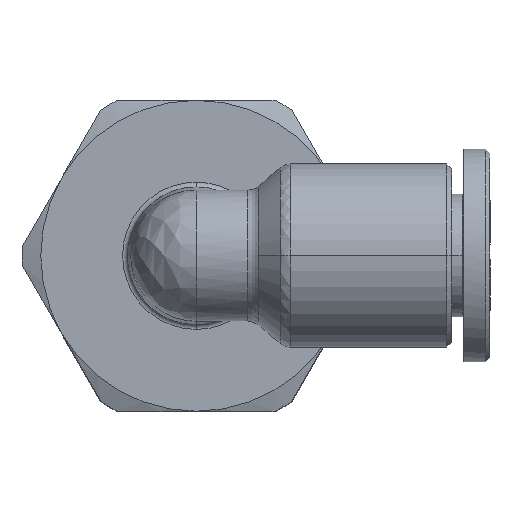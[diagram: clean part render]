
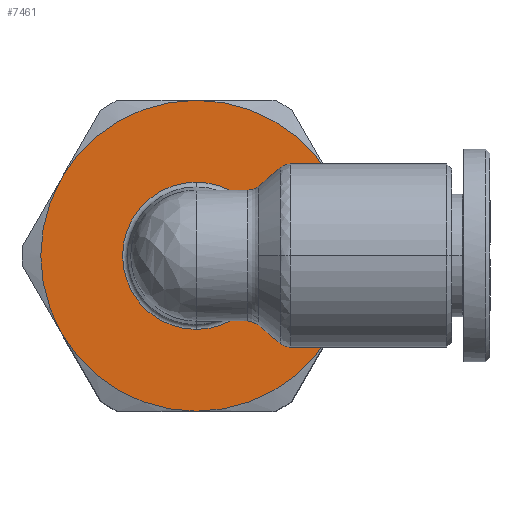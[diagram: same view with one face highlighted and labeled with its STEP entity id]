
A CAD part, top view. The second image highlights one B-rep face of the part: STEP entity #7461.
In plain terms, the highlighted planar face has unit normal (0, 0, 1).
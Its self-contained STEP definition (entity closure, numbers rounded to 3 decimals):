
#126 = DIRECTION ( 'NONE',  ( -1., 0., 0. ) ) ;
#128 = EDGE_CURVE ( 'NONE', #7447, #3248, #3163, .T. ) ;
#143 = VERTEX_POINT ( 'NONE', #7561 ) ;
#257 = CARTESIAN_POINT ( 'NONE',  ( -5.5, 0., -5.9 ) ) ;
#310 = DIRECTION ( 'NONE',  ( 0., 1., 0. ) ) ;
#341 = CARTESIAN_POINT ( 'NONE',  ( -5.5, 4.501, -5.9 ) ) ;
#604 = DIRECTION ( 'NONE',  ( 0., 0., -1. ) ) ;
#777 = CARTESIAN_POINT ( 'NONE',  ( -5.5, 0., -5.9 ) ) ;
#934 = ORIENTED_EDGE ( 'NONE', *, *, #4453, .F. ) ;
#1048 = DIRECTION ( 'NONE',  ( 0., 1., 0. ) ) ;
#1071 = CARTESIAN_POINT ( 'NONE',  ( 2.727, -4.75, -5.9 ) ) ;
#1320 = CIRCLE ( 'NONE', #1485, 9.5 ) ;
#1485 = AXIS2_PLACEMENT_3D ( 'NONE', #3759, #604, #6131 ) ;
#1496 = AXIS2_PLACEMENT_3D ( 'NONE', #1960, #4443, #2875 ) ;
#1960 = CARTESIAN_POINT ( 'NONE',  ( -5.5, 0., -5.9 ) ) ;
#2119 = CIRCLE ( 'NONE', #2811, 9.5 ) ;
#2182 = EDGE_LOOP ( 'NONE', ( #934, #3840, #2432, #7771, #9981, #3011 ) ) ;
#2364 = AXIS2_PLACEMENT_3D ( 'NONE', #6487, #5594, #126 ) ;
#2432 = ORIENTED_EDGE ( 'NONE', *, *, #7707, .F. ) ;
#2577 = DIRECTION ( 'NONE',  ( 0., 0., -1. ) ) ;
#2811 = AXIS2_PLACEMENT_3D ( 'NONE', #5003, #2577, #310 ) ;
#2875 = DIRECTION ( 'NONE',  ( 0., 1., 0. ) ) ;
#2899 = CARTESIAN_POINT ( 'NONE',  ( 2.727, 4.75, -5.9 ) ) ;
#3011 = ORIENTED_EDGE ( 'NONE', *, *, #128, .F. ) ;
#3043 = DIRECTION ( 'NONE',  ( 0., 0., 1. ) ) ;
#3163 = CIRCLE ( 'NONE', #4196, 9.5 ) ;
#3248 = VERTEX_POINT ( 'NONE', #9759 ) ;
#3377 = VERTEX_POINT ( 'NONE', #341 ) ;
#3514 = DIRECTION ( 'NONE',  ( 0., 0., 1. ) ) ;
#3699 = AXIS2_PLACEMENT_3D ( 'NONE', #9031, #3514, #1048 ) ;
#3759 = CARTESIAN_POINT ( 'NONE',  ( -5.5, 0., -5.9 ) ) ;
#3840 = ORIENTED_EDGE ( 'NONE', *, *, #10134, .F. ) ;
#4196 = AXIS2_PLACEMENT_3D ( 'NONE', #4447, #9826, #7491 ) ;
#4290 = FACE_OUTER_BOUND ( 'NONE', #2182, .T. ) ;
#4328 = DIRECTION ( 'NONE',  ( 0., 0., -1. ) ) ;
#4443 = DIRECTION ( 'NONE',  ( 0., 0., -1. ) ) ;
#4447 = CARTESIAN_POINT ( 'NONE',  ( -5.5, 0., -5.9 ) ) ;
#4453 = EDGE_CURVE ( 'NONE', #4497, #7447, #7755, .T. ) ;
#4497 = VERTEX_POINT ( 'NONE', #8999 ) ;
#4729 = CIRCLE ( 'NONE', #8753, 9.5 ) ;
#5003 = CARTESIAN_POINT ( 'NONE',  ( -5.5, 0., -5.9 ) ) ;
#5116 = DIRECTION ( 'NONE',  ( 0., 1., 0. ) ) ;
#5182 = EDGE_CURVE ( 'NONE', #8266, #5448, #1320, .T. ) ;
#5448 = VERTEX_POINT ( 'NONE', #1071 ) ;
#5594 = DIRECTION ( 'NONE',  ( 0., 0., -1. ) ) ;
#5805 = AXIS2_PLACEMENT_3D ( 'NONE', #777, #3043, #8622 ) ;
#6131 = DIRECTION ( 'NONE',  ( 0., 1., 0. ) ) ;
#6281 = AXIS2_PLACEMENT_3D ( 'NONE', #257, #4328, #5116 ) ;
#6487 = CARTESIAN_POINT ( 'NONE',  ( -5.5, 0., -5.9 ) ) ;
#6545 = EDGE_CURVE ( 'NONE', #3377, #6604, #9137, .T. ) ;
#6604 = VERTEX_POINT ( 'NONE', #8893 ) ;
#6612 = ORIENTED_EDGE ( 'NONE', *, *, #6545, .F. ) ;
#6796 = EDGE_LOOP ( 'NONE', ( #6612, #6970 ) ) ;
#6886 = EDGE_CURVE ( 'NONE', #6604, #3377, #9201, .T. ) ;
#6970 = ORIENTED_EDGE ( 'NONE', *, *, #6886, .F. ) ;
#7144 = CARTESIAN_POINT ( 'NONE',  ( -13.727, 4.75, -5.9 ) ) ;
#7447 = VERTEX_POINT ( 'NONE', #7144 ) ;
#7461 = ADVANCED_FACE ( 'NONE', ( #7481, #4290 ), #7938, .F. ) ;
#7481 = FACE_BOUND ( 'NONE', #6796, .T. ) ;
#7491 = DIRECTION ( 'NONE',  ( 0., 1., 0. ) ) ;
#7561 = CARTESIAN_POINT ( 'NONE',  ( -5.5, -9.5, -5.9 ) ) ;
#7707 = EDGE_CURVE ( 'NONE', #5448, #143, #8950, .T. ) ;
#7755 = CIRCLE ( 'NONE', #6281, 9.5 ) ;
#7771 = ORIENTED_EDGE ( 'NONE', *, *, #5182, .F. ) ;
#7938 = PLANE ( 'NONE',  #2364 ) ;
#8266 = VERTEX_POINT ( 'NONE', #2899 ) ;
#8414 = DIRECTION ( 'NONE',  ( 0., 0., -1. ) ) ;
#8622 = DIRECTION ( 'NONE',  ( 0., 1., 0. ) ) ;
#8753 = AXIS2_PLACEMENT_3D ( 'NONE', #9320, #8414, #9249 ) ;
#8893 = CARTESIAN_POINT ( 'NONE',  ( -5.5, -4.501, -5.9 ) ) ;
#8950 = CIRCLE ( 'NONE', #1496, 9.5 ) ;
#8999 = CARTESIAN_POINT ( 'NONE',  ( -13.727, -4.75, -5.9 ) ) ;
#9031 = CARTESIAN_POINT ( 'NONE',  ( -5.5, 0., -5.9 ) ) ;
#9137 = CIRCLE ( 'NONE', #3699, 4.501 ) ;
#9201 = CIRCLE ( 'NONE', #5805, 4.501 ) ;
#9249 = DIRECTION ( 'NONE',  ( 0., 1., 0. ) ) ;
#9320 = CARTESIAN_POINT ( 'NONE',  ( -5.5, 0., -5.9 ) ) ;
#9759 = CARTESIAN_POINT ( 'NONE',  ( -5.5, 9.5, -5.9 ) ) ;
#9826 = DIRECTION ( 'NONE',  ( 0., 0., -1. ) ) ;
#9875 = EDGE_CURVE ( 'NONE', #3248, #8266, #4729, .T. ) ;
#9981 = ORIENTED_EDGE ( 'NONE', *, *, #9875, .F. ) ;
#10134 = EDGE_CURVE ( 'NONE', #143, #4497, #2119, .T. ) ;
